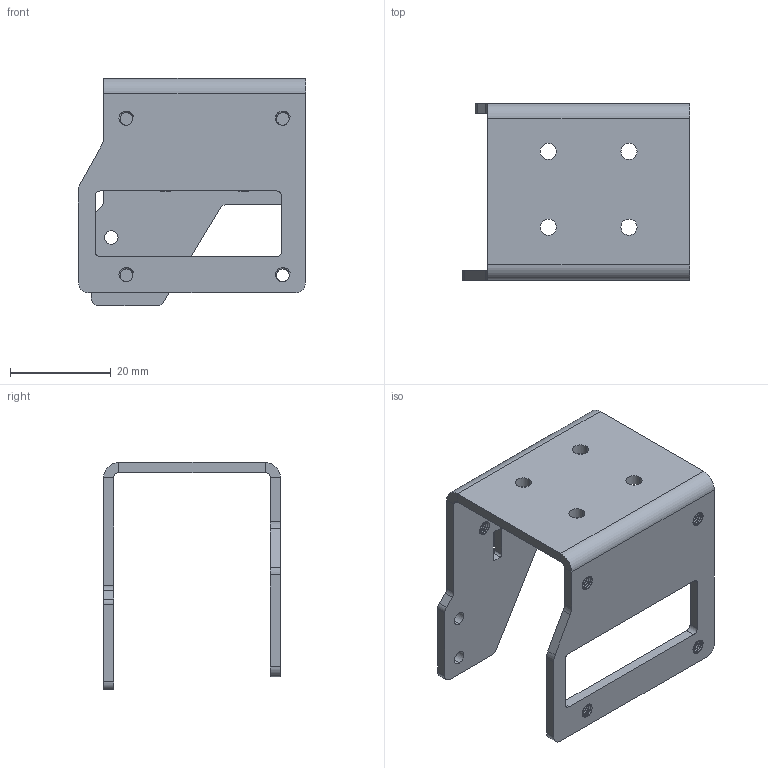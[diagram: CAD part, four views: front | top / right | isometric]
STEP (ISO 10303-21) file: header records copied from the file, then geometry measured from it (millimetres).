
FILE_DESCRIPTION (( 'STEP AP203' ), '1' );
FILE_NAME ('P3_Tool Carriage.STEP', '2021-08-20T14:02:13', ( '' ), ( '' ), 'SwSTEP 2.0', 'SolidWorks 2020', '' );
FILE_SCHEMA (( 'CONFIG_CONTROL_DESIGN' ));
Length unit declared in the file: millimetre
Products named in the file (1): P3_Tool Carriage
Bounding box: 45 x 35 x 45 mm (x, y, z)
Volume: 7507 mm3; surface area: 8810 mm2
Topology: 1 solids, 1 shells, 186 faces, 528 edges, 344 vertices
Faces by surface type: cylinder 118, plane 44, bspline 24
Entity records: 15157 total; most frequent: CARTESIAN_POINT 10723, ORIENTED_EDGE 1056, DIRECTION 762, EDGE_CURVE 528, VERTEX_POINT 344, AXIS2_PLACEMENT_3D 271, EDGE_LOOP 224, LINE 220
